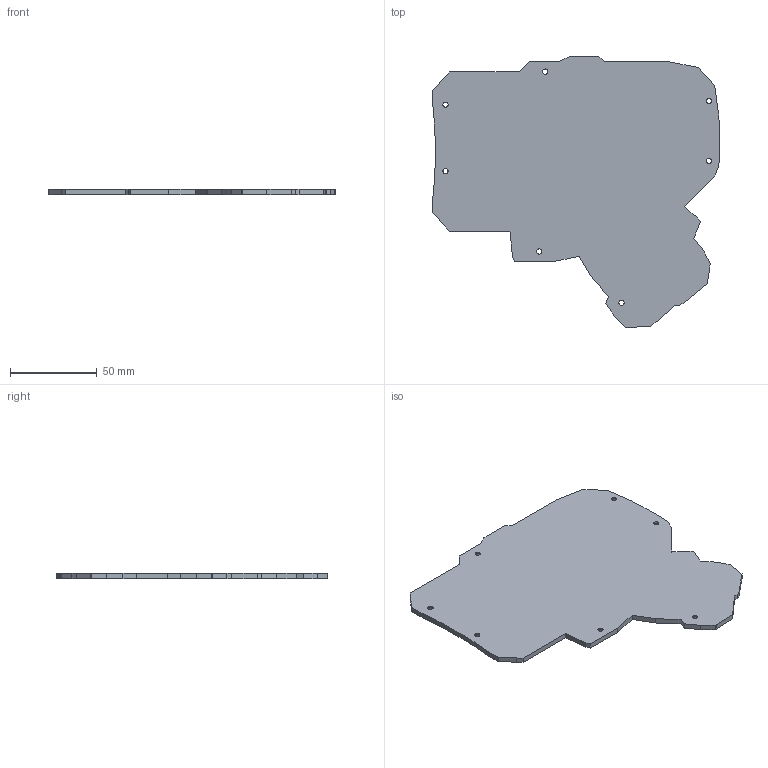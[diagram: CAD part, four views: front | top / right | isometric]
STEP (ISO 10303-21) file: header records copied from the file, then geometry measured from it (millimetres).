
FILE_DESCRIPTION(('Open CASCADE Model'),'2;1');
FILE_NAME('Open CASCADE Shape Model','2022-05-20T19:54:58',('Author'),( 'Open CASCADE'),'Open CASCADE STEP processor 7.4','Open CASCADE 7.4' ,'Unknown');
FILE_SCHEMA(('AUTOMOTIVE_DESIGN { 1 0 10303 214 1 1 1 1 }'));
Length unit declared in the file: millimetre
Products named in the file (1): Open CASCADE STEP translator 7.4 70
Bounding box: 165.07 x 155.99 x 3 mm (x, y, z)
Volume: 55848.3 mm3; surface area: 39879.6 mm2
Topology: 1 solids, 1 shells, 129 faces, 362 edges, 239 vertices
Faces by surface type: plane 109, cone 7, cylinder 7, bspline 6
Full cylindrical faces by diameter (mm): 3 x7
Entity records: 9671 total; most frequent: CARTESIAN_POINT 2421, DIRECTION 1311, LINE 1021, VECTOR 1021, ORIENTED_EDGE 724, PCURVE 724, DEFINITIONAL_REPRESENTATION 724, EDGE_CURVE 362
